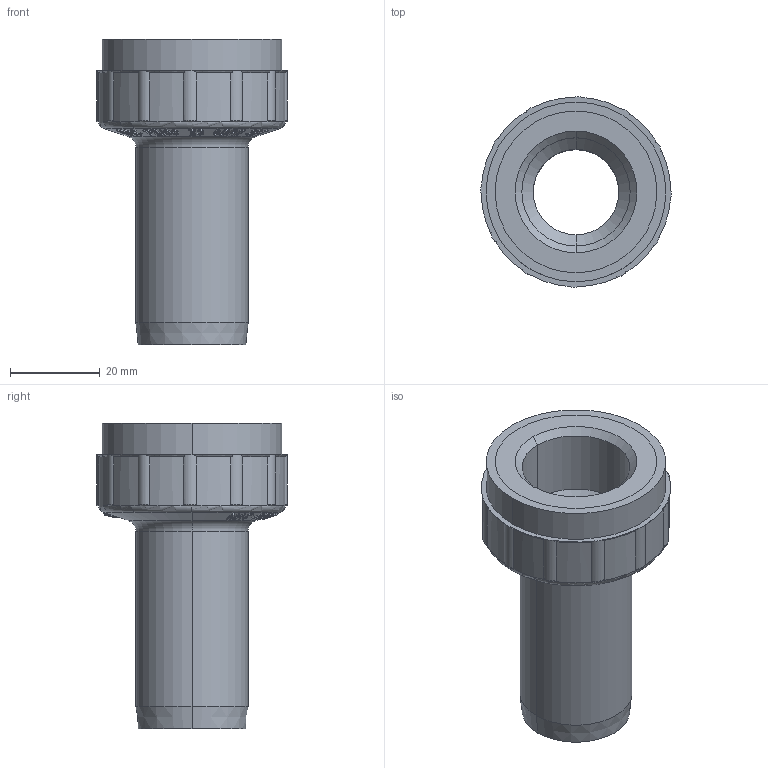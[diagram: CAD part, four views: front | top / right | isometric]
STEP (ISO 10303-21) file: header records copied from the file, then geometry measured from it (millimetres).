
FILE_DESCRIPTION((''),'2;1');
FILE_NAME('F2190250034_ASM','2017-04-18T',('Stefano'),(''),'PRO/ENGINEER BY PARAMETRIC TECHNOLOGY CORPORATION, 2012130','PRO/ENGINEER BY PARAMETRIC TECHNOLOGY CORPORATION, 2012130','');
FILE_SCHEMA(('CONFIG_CONTROL_DESIGN'));
Products named in the file (3): C050200012_AF0; C030200006; F2190250034_ASM
Assembly tree (2 placements, depth 2):
  F2190250034_ASM
    C050200012_AF0
    C030200006
Bounding box: 42.48 x 42.48 x 68 mm (x, y, z)
Volume: 28306.4 mm3; surface area: 14587.1 mm2
Topology: 2 solids, 2 shells, 1111 faces, 3126 edges, 2069 vertices
Faces by surface type: plane 717, bspline 297, cylinder 43, torus 28, cone 26
Entity records: 47257 total; most frequent: CARTESIAN_POINT 21378, ORIENTED_EDGE 6252, DIRECTION 3820, EDGE_CURVE 3126, VERTEX_POINT 2069, VECTOR 1892, LINE 1892, EDGE_LOOP 1165
